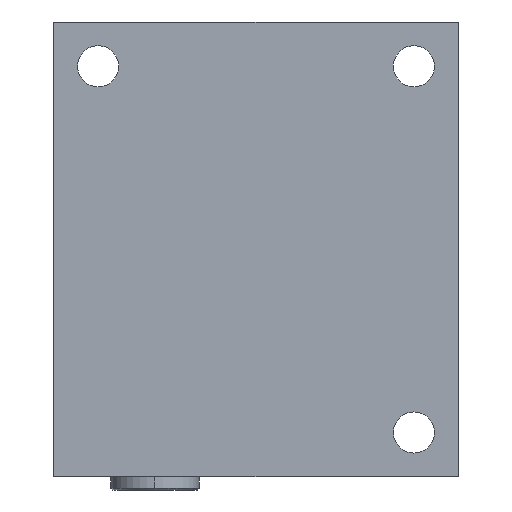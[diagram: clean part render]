
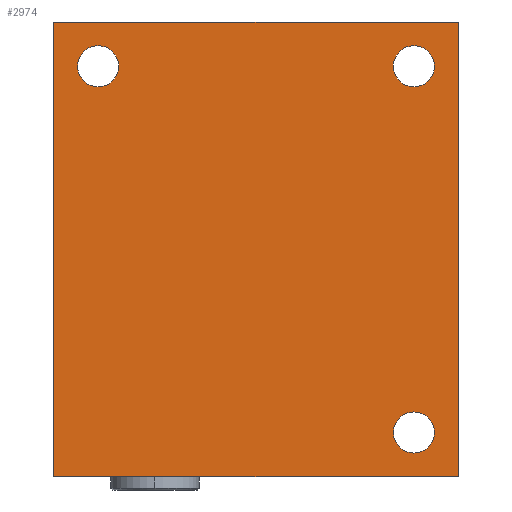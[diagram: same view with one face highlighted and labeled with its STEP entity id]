
A CAD part, left-side view. The second image highlights one B-rep face of the part: STEP entity #2974.
In plain terms, the highlighted planar face has unit normal (-1, 0, 0).
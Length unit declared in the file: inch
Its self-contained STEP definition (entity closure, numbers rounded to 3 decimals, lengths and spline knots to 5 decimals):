
#1=DIRECTION('',(0.,-1.,0.));
#2=VECTOR('',#1,4.);
#3=CARTESIAN_POINT('',(0.,0.,0.));
#4=LINE('',#3,#2);
#37=DIRECTION('',(0.,0.,1.));
#38=VECTOR('',#37,4.5);
#39=CARTESIAN_POINT('',(0.,0.,0.));
#40=LINE('',#39,#38);
#41=CARTESIAN_POINT('',(0.,-3.562,0.438));
#42=DIRECTION('',(1.,0.,0.));
#43=DIRECTION('',(0.,0.,-1.));
#44=AXIS2_PLACEMENT_3D('',#41,#42,#43);
#46=CARTESIAN_POINT('',(0.,-3.562,0.438));
#47=DIRECTION('',(1.,0.,0.));
#48=DIRECTION('',(0.,0.,1.));
#49=AXIS2_PLACEMENT_3D('',#46,#47,#48);
#51=CARTESIAN_POINT('',(0.,-0.438,4.062));
#52=DIRECTION('',(1.,0.,0.));
#53=DIRECTION('',(0.,0.,-1.));
#54=AXIS2_PLACEMENT_3D('',#51,#52,#53);
#56=CARTESIAN_POINT('',(0.,-0.438,4.062));
#57=DIRECTION('',(1.,0.,0.));
#58=DIRECTION('',(0.,0.,1.));
#59=AXIS2_PLACEMENT_3D('',#56,#57,#58);
#61=CARTESIAN_POINT('',(0.,-3.562,4.062));
#62=DIRECTION('',(1.,0.,0.));
#63=DIRECTION('',(0.,0.,-1.));
#64=AXIS2_PLACEMENT_3D('',#61,#62,#63);
#66=CARTESIAN_POINT('',(0.,-3.562,4.062));
#67=DIRECTION('',(1.,0.,0.));
#68=DIRECTION('',(0.,0.,1.));
#69=AXIS2_PLACEMENT_3D('',#66,#67,#68);
#538=DIRECTION('',(0.,0.,1.));
#539=VECTOR('',#538,4.5);
#540=CARTESIAN_POINT('',(0.,-4.,0.));
#541=LINE('',#540,#539);
#552=DIRECTION('',(0.,-1.,0.));
#553=VECTOR('',#552,4.);
#554=CARTESIAN_POINT('',(0.,0.,4.5));
#555=LINE('',#554,#553);
#2570=CARTESIAN_POINT('',(0.,0.,0.));
#2571=CARTESIAN_POINT('',(0.,-4.,0.));
#2572=VERTEX_POINT('',#2570);
#2573=VERTEX_POINT('',#2571);
#2578=CARTESIAN_POINT('',(0.,0.,4.5));
#2579=CARTESIAN_POINT('',(0.,-4.,4.5));
#2580=VERTEX_POINT('',#2578);
#2581=VERTEX_POINT('',#2579);
#2852=CARTESIAN_POINT('',(0.,-3.562,0.235));
#2853=CARTESIAN_POINT('',(0.,-3.562,0.641));
#2854=VERTEX_POINT('',#2852);
#2855=VERTEX_POINT('',#2853);
#2864=CARTESIAN_POINT('',(0.,-0.438,3.859));
#2865=CARTESIAN_POINT('',(0.,-0.438,4.265));
#2866=VERTEX_POINT('',#2864);
#2867=VERTEX_POINT('',#2865);
#2876=CARTESIAN_POINT('',(0.,-3.562,3.859));
#2877=CARTESIAN_POINT('',(0.,-3.562,4.265));
#2878=VERTEX_POINT('',#2876);
#2879=VERTEX_POINT('',#2877);
#2942=CARTESIAN_POINT('',(0.,0.,0.));
#2943=DIRECTION('',(-1.,0.,0.));
#2944=DIRECTION('',(0.,-1.,0.));
#2945=AXIS2_PLACEMENT_3D('',#2942,#2943,#2944);
#2946=PLANE('',#2945);
#2947=ORIENTED_EDGE('',*,*,#2919,.F.);
#2949=ORIENTED_EDGE('',*,*,#2948,.T.);
#2951=ORIENTED_EDGE('',*,*,#2950,.T.);
#2953=ORIENTED_EDGE('',*,*,#2952,.F.);
#2954=EDGE_LOOP('',(#2947,#2949,#2951,#2953));
#2955=FACE_OUTER_BOUND('',#2954,.F.);
#2957=ORIENTED_EDGE('',*,*,#2956,.F.);
#2959=ORIENTED_EDGE('',*,*,#2958,.F.);
#2960=EDGE_LOOP('',(#2957,#2959));
#2961=FACE_BOUND('',#2960,.F.);
#2963=ORIENTED_EDGE('',*,*,#2962,.F.);
#2965=ORIENTED_EDGE('',*,*,#2964,.F.);
#2966=EDGE_LOOP('',(#2963,#2965));
#2967=FACE_BOUND('',#2966,.F.);
#2969=ORIENTED_EDGE('',*,*,#2968,.F.);
#2971=ORIENTED_EDGE('',*,*,#2970,.F.);
#2972=EDGE_LOOP('',(#2969,#2971));
#2973=FACE_BOUND('',#2972,.F.);
#2974=ADVANCED_FACE('',(#2955,#2961,#2967,#2973),#2946,.T.);
#45=CIRCLE('',#44,0.203);
#50=CIRCLE('',#49,0.203);
#55=CIRCLE('',#54,0.203);
#60=CIRCLE('',#59,0.203);
#65=CIRCLE('',#64,0.203);
#70=CIRCLE('',#69,0.203);
#2919=EDGE_CURVE('',#2572,#2573,#4,.T.);
#2948=EDGE_CURVE('',#2572,#2580,#40,.T.);
#2950=EDGE_CURVE('',#2580,#2581,#555,.T.);
#2952=EDGE_CURVE('',#2573,#2581,#541,.T.);
#2956=EDGE_CURVE('',#2854,#2855,#45,.T.);
#2958=EDGE_CURVE('',#2855,#2854,#50,.T.);
#2962=EDGE_CURVE('',#2866,#2867,#55,.T.);
#2964=EDGE_CURVE('',#2867,#2866,#60,.T.);
#2968=EDGE_CURVE('',#2878,#2879,#65,.T.);
#2970=EDGE_CURVE('',#2879,#2878,#70,.T.);
